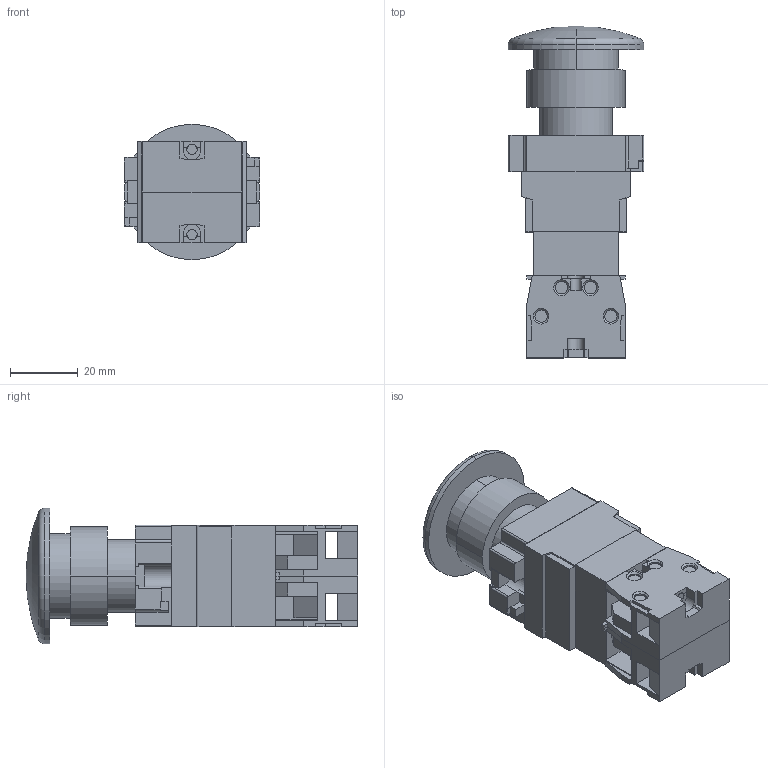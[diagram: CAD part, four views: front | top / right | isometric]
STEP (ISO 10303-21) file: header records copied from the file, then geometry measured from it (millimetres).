
FILE_DESCRIPTION((''),'2;1');
FILE_NAME('LAY5S-BW5_ASM','2023-08-22T',('sipei.wu'),(''),'PRO/ENGINEER BY PARAMETRIC TECHNOLOGY CORPORATION, 2015440','PRO/ENGINEER BY PARAMETRIC TECHNOLOGY CORPORATION, 2015440','');
FILE_SCHEMA(('CONFIG_CONTROL_DESIGN'));
Length unit declared in the file: millimetre
Products named in the file (6): JIZUO_1; PRT0001; PRT0002; DIZUO_1; ANNIU_2; LAY5S-BW5_ASM
Assembly tree (6 placements, depth 2):
  LAY5S-BW5_ASM
    JIZUO_1
    PRT0001
    PRT0002
    DIZUO_1  x2
    ANNIU_2
Bounding box: 40 x 98 x 40 mm (x, y, z)
Volume: 70963.1 mm3; surface area: 24664.5 mm2
Topology: 6 solids, 6 shells, 318 faces, 894 edges, 589 vertices
Faces by surface type: plane 234, cylinder 62, cone 16, torus 4, sphere 2
Entity records: 6944 total; most frequent: CARTESIAN_POINT 1215, ORIENTED_EDGE 1176, DIRECTION 1167, EDGE_CURVE 588, VECTOR 457, LINE 457, VERTEX_POINT 387, AXIS2_PLACEMENT_3D 355
